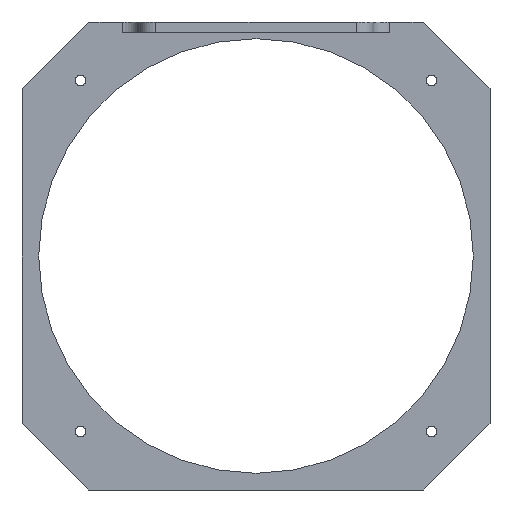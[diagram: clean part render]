
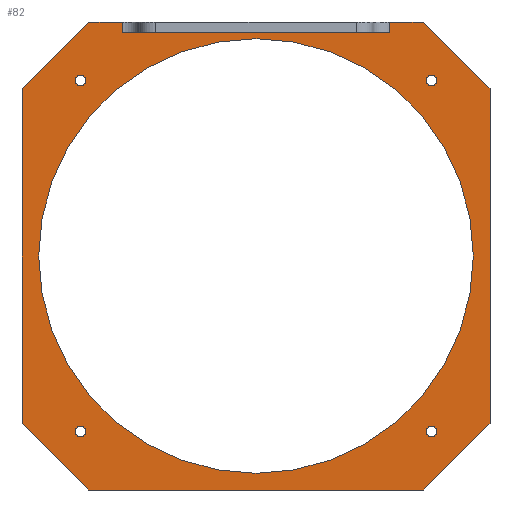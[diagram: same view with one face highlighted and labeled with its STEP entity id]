
A CAD part, front view. The second image highlights one B-rep face of the part: STEP entity #82.
In plain terms, the highlighted planar face has unit normal (0, -1, 0).
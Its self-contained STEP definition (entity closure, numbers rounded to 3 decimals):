
#82 = ADVANCED_FACE( '', ( #185, #186, #187, #188, #189, #190 ), #191, .T. );
#185 = FACE_BOUND( '', #306, .T. );
#186 = FACE_BOUND( '', #307, .T. );
#187 = FACE_BOUND( '', #308, .T. );
#188 = FACE_BOUND( '', #309, .T. );
#189 = FACE_OUTER_BOUND( '', #310, .T. );
#190 = FACE_BOUND( '', #311, .T. );
#191 = PLANE( '', #312 );
#306 = EDGE_LOOP( '', ( #493 ) );
#307 = EDGE_LOOP( '', ( #494 ) );
#308 = EDGE_LOOP( '', ( #495 ) );
#309 = EDGE_LOOP( '', ( #496 ) );
#310 = EDGE_LOOP( '', ( #497, #498, #499, #500, #501, #502, #503, #504, #505, #506, #507, #508 ) );
#311 = EDGE_LOOP( '', ( #509 ) );
#312 = AXIS2_PLACEMENT_3D( '', #510, #511, #512 );
#493 = ORIENTED_EDGE( '', *, *, #672, .T. );
#494 = ORIENTED_EDGE( '', *, *, #678, .T. );
#495 = ORIENTED_EDGE( '', *, *, #679, .T. );
#496 = ORIENTED_EDGE( '', *, *, #655, .T. );
#497 = ORIENTED_EDGE( '', *, *, #617, .T. );
#498 = ORIENTED_EDGE( '', *, *, #652, .T. );
#499 = ORIENTED_EDGE( '', *, *, #680, .T. );
#500 = ORIENTED_EDGE( '', *, *, #681, .T. );
#501 = ORIENTED_EDGE( '', *, *, #621, .T. );
#502 = ORIENTED_EDGE( '', *, *, #648, .T. );
#503 = ORIENTED_EDGE( '', *, *, #682, .T. );
#504 = ORIENTED_EDGE( '', *, *, #657, .T. );
#505 = ORIENTED_EDGE( '', *, *, #683, .T. );
#506 = ORIENTED_EDGE( '', *, *, #684, .T. );
#507 = ORIENTED_EDGE( '', *, *, #664, .T. );
#508 = ORIENTED_EDGE( '', *, *, #661, .T. );
#509 = ORIENTED_EDGE( '', *, *, #674, .T. );
#510 = CARTESIAN_POINT( '', ( -70., -5., -70. ) );
#511 = DIRECTION( '', ( 0., -1., 0. ) );
#512 = DIRECTION( '', ( 0., 0., -1. ) );
#617 = EDGE_CURVE( '', #720, #718, #721, .T. );
#621 = EDGE_CURVE( '', #728, #726, #729, .T. );
#648 = EDGE_CURVE( '', #726, #776, #777, .F. );
#652 = EDGE_CURVE( '', #718, #780, #783, .F. );
#655 = EDGE_CURVE( '', #786, #786, #787, .T. );
#657 = EDGE_CURVE( '', #789, #790, #791, .F. );
#661 = EDGE_CURVE( '', #795, #720, #796, .F. );
#664 = EDGE_CURVE( '', #799, #795, #800, .T. );
#672 = EDGE_CURVE( '', #810, #810, #811, .T. );
#674 = EDGE_CURVE( '', #813, #813, #814, .T. );
#678 = EDGE_CURVE( '', #819, #819, #820, .T. );
#679 = EDGE_CURVE( '', #821, #821, #822, .T. );
#680 = EDGE_CURVE( '', #780, #823, #824, .T. );
#681 = EDGE_CURVE( '', #823, #728, #825, .F. );
#682 = EDGE_CURVE( '', #776, #789, #826, .T. );
#683 = EDGE_CURVE( '', #790, #827, #828, .T. );
#684 = EDGE_CURVE( '', #827, #799, #829, .F. );
#718 = VERTEX_POINT( '', #871 );
#720 = VERTEX_POINT( '', #873 );
#721 = LINE( '', #874, #875 );
#726 = VERTEX_POINT( '', #882 );
#728 = VERTEX_POINT( '', #885 );
#729 = LINE( '', #886, #887 );
#776 = VERTEX_POINT( '', #945 );
#777 = LINE( '', #946, #947 );
#780 = VERTEX_POINT( '', #951 );
#783 = LINE( '', #954, #955 );
#786 = VERTEX_POINT( '', #959 );
#787 = CIRCLE( '', #960, 1.621 );
#789 = VERTEX_POINT( '', #962 );
#790 = VERTEX_POINT( '', #963 );
#791 = LINE( '', #964, #965 );
#795 = VERTEX_POINT( '', #971 );
#796 = LINE( '', #972, #973 );
#799 = VERTEX_POINT( '', #977 );
#800 = LINE( '', #978, #979 );
#810 = VERTEX_POINT( '', #991 );
#811 = CIRCLE( '', #992, 1.621 );
#813 = VERTEX_POINT( '', #994 );
#814 = CIRCLE( '', #995, 65. );
#819 = VERTEX_POINT( '', #1000 );
#820 = CIRCLE( '', #1001, 1.621 );
#821 = VERTEX_POINT( '', #1002 );
#822 = CIRCLE( '', #1003, 1.621 );
#823 = VERTEX_POINT( '', #1004 );
#824 = LINE( '', #1005, #1006 );
#825 = LINE( '', #1007, #1008 );
#826 = LINE( '', #1009, #1010 );
#827 = VERTEX_POINT( '', #1011 );
#828 = LINE( '', #1012, #1013 );
#829 = LINE( '', #1014, #1015 );
#871 = CARTESIAN_POINT( '', ( 40., -5., 70. ) );
#873 = CARTESIAN_POINT( '', ( 50., -5., 70. ) );
#874 = CARTESIAN_POINT( '', ( 70., -5., 70. ) );
#875 = VECTOR( '', #1051, 1000. );
#882 = CARTESIAN_POINT( '', ( -50., -5., 70. ) );
#885 = CARTESIAN_POINT( '', ( -40., -5., 70. ) );
#886 = CARTESIAN_POINT( '', ( 70., -5., 70. ) );
#887 = VECTOR( '', #1055, 1000. );
#945 = CARTESIAN_POINT( '', ( -70., -5., 50. ) );
#946 = CARTESIAN_POINT( '', ( -130., -5., -10. ) );
#947 = VECTOR( '', #1103, 1000. );
#951 = CARTESIAN_POINT( '', ( 40., -5., 67. ) );
#954 = CARTESIAN_POINT( '', ( 40., -5., 67. ) );
#955 = VECTOR( '', #1108, 1000. );
#959 = CARTESIAN_POINT( '', ( -52.5, -5., -54.121 ) );
#960 = AXIS2_PLACEMENT_3D( '', #1110, #1111, #1112 );
#962 = CARTESIAN_POINT( '', ( -70., -5., -50. ) );
#963 = CARTESIAN_POINT( '', ( -50., -5., -70. ) );
#964 = CARTESIAN_POINT( '', ( -60., -5., -60. ) );
#965 = VECTOR( '', #1113, 1000. );
#971 = CARTESIAN_POINT( '', ( 70., -5., 50. ) );
#972 = CARTESIAN_POINT( '', ( 60., -5., 60. ) );
#973 = VECTOR( '', #1116, 1000. );
#977 = CARTESIAN_POINT( '', ( 70., -5., -50. ) );
#978 = CARTESIAN_POINT( '', ( 70., -5., -70. ) );
#979 = VECTOR( '', #1118, 1000. );
#991 = CARTESIAN_POINT( '', ( -52.5, -5., 50.879 ) );
#992 = AXIS2_PLACEMENT_3D( '', #1127, #1128, #1129 );
#994 = CARTESIAN_POINT( '', ( 65., -5., 0. ) );
#995 = AXIS2_PLACEMENT_3D( '', #1130, #1131, #1132 );
#1000 = CARTESIAN_POINT( '', ( 52.5, -5., 50.879 ) );
#1001 = AXIS2_PLACEMENT_3D( '', #1136, #1137, #1138 );
#1002 = CARTESIAN_POINT( '', ( 52.5, -5., -54.121 ) );
#1003 = AXIS2_PLACEMENT_3D( '', #1139, #1140, #1141 );
#1004 = CARTESIAN_POINT( '', ( -40., -5., 67. ) );
#1005 = CARTESIAN_POINT( '', ( -70., -5., 67. ) );
#1006 = VECTOR( '', #1142, 1000. );
#1007 = CARTESIAN_POINT( '', ( -40., -5., 70. ) );
#1008 = VECTOR( '', #1143, 1000. );
#1009 = CARTESIAN_POINT( '', ( -70., -5., 70. ) );
#1010 = VECTOR( '', #1144, 1000. );
#1011 = CARTESIAN_POINT( '', ( 50., -5., -70. ) );
#1012 = CARTESIAN_POINT( '', ( -70., -5., -70. ) );
#1013 = VECTOR( '', #1145, 1000. );
#1014 = CARTESIAN_POINT( '', ( -10., -5., -130. ) );
#1015 = VECTOR( '', #1146, 1000. );
#1051 = DIRECTION( '', ( -1., 0., 0. ) );
#1055 = DIRECTION( '', ( -1., 0., 0. ) );
#1103 = DIRECTION( '', ( 0.707, 0., 0.707 ) );
#1108 = DIRECTION( '', ( 0., 0., 1. ) );
#1110 = CARTESIAN_POINT( '', ( -52.5, -5., -52.5 ) );
#1111 = DIRECTION( '', ( 0., 1., 0. ) );
#1112 = DIRECTION( '', ( 0., 0., -1. ) );
#1113 = DIRECTION( '', ( -0.707, 0., 0.707 ) );
#1116 = DIRECTION( '', ( 0.707, 0., -0.707 ) );
#1118 = DIRECTION( '', ( 0., 0., 1. ) );
#1127 = CARTESIAN_POINT( '', ( -52.5, -5., 52.5 ) );
#1128 = DIRECTION( '', ( 0., 1., 0. ) );
#1129 = DIRECTION( '', ( 0., 0., -1. ) );
#1130 = CARTESIAN_POINT( '', ( 0., -5., 0. ) );
#1131 = DIRECTION( '', ( 0., 1., 0. ) );
#1132 = DIRECTION( '', ( 1., 0., 0. ) );
#1136 = CARTESIAN_POINT( '', ( 52.5, -5., 52.5 ) );
#1137 = DIRECTION( '', ( 0., 1., 0. ) );
#1138 = DIRECTION( '', ( 0., 0., -1. ) );
#1139 = CARTESIAN_POINT( '', ( 52.5, -5., -52.5 ) );
#1140 = DIRECTION( '', ( 0., 1., 0. ) );
#1141 = DIRECTION( '', ( 0., 0., -1. ) );
#1142 = DIRECTION( '', ( -1., 0., 0. ) );
#1143 = DIRECTION( '', ( 0., 0., -1. ) );
#1144 = DIRECTION( '', ( 0., 0., -1. ) );
#1145 = DIRECTION( '', ( 1., 0., 0. ) );
#1146 = DIRECTION( '', ( -0.707, 0., -0.707 ) );
